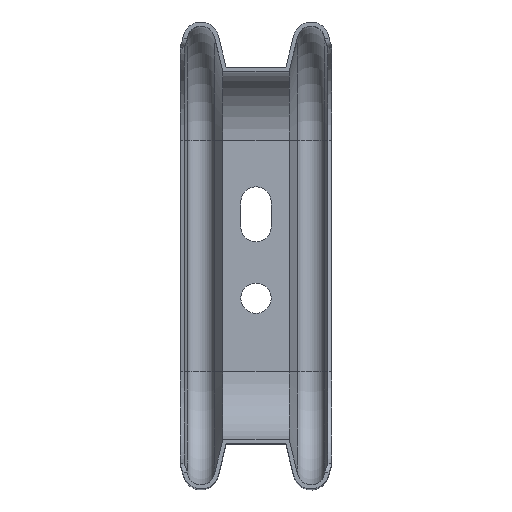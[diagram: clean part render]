
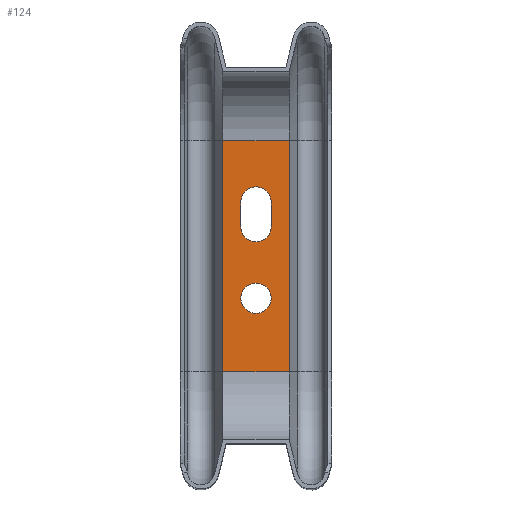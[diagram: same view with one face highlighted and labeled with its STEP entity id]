
A CAD part, top view. The second image highlights one B-rep face of the part: STEP entity #124.
In plain terms, the highlighted planar face has unit normal (0, 0, 1).
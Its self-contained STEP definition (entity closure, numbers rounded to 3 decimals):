
#21 = EDGE_CURVE ( 'NONE', #1805, #825, #1253, .T. ) ;
#109 = EDGE_CURVE ( 'NONE', #825, #3577, #2509, .T. ) ;
#124 = ADVANCED_FACE ( 'NONE', ( #1629, #604, #2411 ), #2243, .F. ) ;
#258 = LINE ( 'NONE', #4225, #1207 ) ;
#311 = CARTESIAN_POINT ( 'NONE',  ( 0., -82.25, -91. ) ) ;
#326 = DIRECTION ( 'NONE',  ( 0., 0., 1. ) ) ;
#390 = LINE ( 'NONE', #413, #2220 ) ;
#413 = CARTESIAN_POINT ( 'NONE',  ( 12., -25., -91. ) ) ;
#419 = EDGE_CURVE ( 'NONE', #1910, #502, #258, .T. ) ;
#502 = VERTEX_POINT ( 'NONE', #873 ) ;
#516 = EDGE_CURVE ( 'NONE', #1910, #738, #1578, .T. ) ;
#532 = CARTESIAN_POINT ( 'NONE',  ( 5.5, -56.25, -91. ) ) ;
#539 = CARTESIAN_POINT ( 'NONE',  ( 12., -25., -91. ) ) ;
#546 = VECTOR ( 'NONE', #1211, 1000. ) ;
#604 = FACE_BOUND ( 'NONE', #1476, .T. ) ;
#606 = CARTESIAN_POINT ( 'NONE',  ( -5.5, -47.25, -91. ) ) ;
#666 = CARTESIAN_POINT ( 'NONE',  ( 12., -109., -91. ) ) ;
#692 = DIRECTION ( 'NONE',  ( 1., 0., 0. ) ) ;
#722 = ORIENTED_EDGE ( 'NONE', *, *, #4090, .F. ) ;
#738 = VERTEX_POINT ( 'NONE', #2402 ) ;
#747 = CARTESIAN_POINT ( 'NONE',  ( 5.5, -56.25, -91. ) ) ;
#825 = VERTEX_POINT ( 'NONE', #606 ) ;
#873 = CARTESIAN_POINT ( 'NONE',  ( -12., -109., -91. ) ) ;
#891 = CARTESIAN_POINT ( 'NONE',  ( 5.5, -47.25, -91. ) ) ;
#893 = DIRECTION ( 'NONE',  ( 0., -1., 0. ) ) ;
#937 = ORIENTED_EDGE ( 'NONE', *, *, #4474, .F. ) ;
#1023 = DIRECTION ( 'NONE',  ( 1., 0., 0. ) ) ;
#1195 = ORIENTED_EDGE ( 'NONE', *, *, #109, .F. ) ;
#1207 = VECTOR ( 'NONE', #2157, 1000. ) ;
#1211 = DIRECTION ( 'NONE',  ( 1., 0., 0. ) ) ;
#1246 = DIRECTION ( 'NONE',  ( -1., 0., 0. ) ) ;
#1253 = CIRCLE ( 'NONE', #2854, 5.5 ) ;
#1307 = DIRECTION ( 'NONE',  ( 0., 0., 1. ) ) ;
#1406 = ORIENTED_EDGE ( 'NONE', *, *, #21, .F. ) ;
#1476 = EDGE_LOOP ( 'NONE', ( #1508 ) ) ;
#1495 = VECTOR ( 'NONE', #1023, 1000. ) ;
#1508 = ORIENTED_EDGE ( 'NONE', *, *, #4445, .F. ) ;
#1572 = CARTESIAN_POINT ( 'NONE',  ( -5.5, -56.25, -91. ) ) ;
#1578 = LINE ( 'NONE', #4294, #546 ) ;
#1629 = FACE_BOUND ( 'NONE', #2720, .T. ) ;
#1761 = DIRECTION ( 'NONE',  ( 0., 1., 0. ) ) ;
#1765 = CIRCLE ( 'NONE', #2604, 5.5 ) ;
#1805 = VERTEX_POINT ( 'NONE', #891 ) ;
#1822 = ORIENTED_EDGE ( 'NONE', *, *, #516, .F. ) ;
#1910 = VERTEX_POINT ( 'NONE', #3287 ) ;
#2082 = ORIENTED_EDGE ( 'NONE', *, *, #419, .T. ) ;
#2108 = CARTESIAN_POINT ( 'NONE',  ( -5.5, -56.25, -91. ) ) ;
#2109 = LINE ( 'NONE', #747, #3011 ) ;
#2125 = VERTEX_POINT ( 'NONE', #4139 ) ;
#2157 = DIRECTION ( 'NONE',  ( 0., -1., 0. ) ) ;
#2220 = VECTOR ( 'NONE', #2796, 1000. ) ;
#2243 = PLANE ( 'NONE',  #2767 ) ;
#2392 = CARTESIAN_POINT ( 'NONE',  ( 0., -56.25, -91. ) ) ;
#2402 = CARTESIAN_POINT ( 'NONE',  ( 12., -25., -91. ) ) ;
#2409 = ORIENTED_EDGE ( 'NONE', *, *, #3453, .T. ) ;
#2411 = FACE_OUTER_BOUND ( 'NONE', #3067, .T. ) ;
#2506 = ORIENTED_EDGE ( 'NONE', *, *, #3723, .F. ) ;
#2509 = LINE ( 'NONE', #1572, #3325 ) ;
#2600 = VERTEX_POINT ( 'NONE', #3657 ) ;
#2604 = AXIS2_PLACEMENT_3D ( 'NONE', #311, #2714, #692 ) ;
#2714 = DIRECTION ( 'NONE',  ( 0., 0., 1. ) ) ;
#2720 = EDGE_LOOP ( 'NONE', ( #722, #937, #1195, #1406 ) ) ;
#2726 = DIRECTION ( 'NONE',  ( 1., 0., 0. ) ) ;
#2767 = AXIS2_PLACEMENT_3D ( 'NONE', #539, #3274, #1246 ) ;
#2796 = DIRECTION ( 'NONE',  ( 0., -1., 0. ) ) ;
#2854 = AXIS2_PLACEMENT_3D ( 'NONE', #3341, #1307, #3707 ) ;
#3011 = VECTOR ( 'NONE', #1761, 1000. ) ;
#3067 = EDGE_LOOP ( 'NONE', ( #1822, #2082, #2409, #2506 ) ) ;
#3274 = DIRECTION ( 'NONE',  ( 0., 0., -1. ) ) ;
#3287 = CARTESIAN_POINT ( 'NONE',  ( -12., -25., -91. ) ) ;
#3294 = AXIS2_PLACEMENT_3D ( 'NONE', #2392, #326, #2726 ) ;
#3297 = VERTEX_POINT ( 'NONE', #532 ) ;
#3325 = VECTOR ( 'NONE', #893, 1000. ) ;
#3341 = CARTESIAN_POINT ( 'NONE',  ( 0., -47.25, -91. ) ) ;
#3453 = EDGE_CURVE ( 'NONE', #502, #2600, #4222, .T. ) ;
#3577 = VERTEX_POINT ( 'NONE', #2108 ) ;
#3657 = CARTESIAN_POINT ( 'NONE',  ( 12., -109., -91. ) ) ;
#3707 = DIRECTION ( 'NONE',  ( 1., 0., 0. ) ) ;
#3723 = EDGE_CURVE ( 'NONE', #738, #2600, #390, .T. ) ;
#4090 = EDGE_CURVE ( 'NONE', #3297, #1805, #2109, .T. ) ;
#4139 = CARTESIAN_POINT ( 'NONE',  ( 5.5, -82.25, -91. ) ) ;
#4222 = LINE ( 'NONE', #666, #1495 ) ;
#4225 = CARTESIAN_POINT ( 'NONE',  ( -12., -25., -91. ) ) ;
#4293 = CIRCLE ( 'NONE', #3294, 5.5 ) ;
#4294 = CARTESIAN_POINT ( 'NONE',  ( 12., -25., -91. ) ) ;
#4445 = EDGE_CURVE ( 'NONE', #2125, #2125, #1765, .T. ) ;
#4474 = EDGE_CURVE ( 'NONE', #3577, #3297, #4293, .T. ) ;
